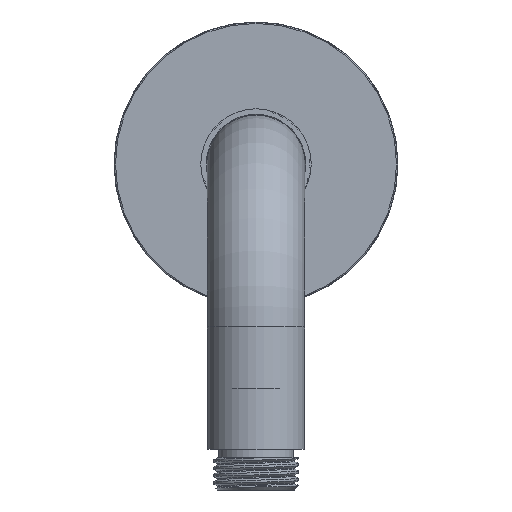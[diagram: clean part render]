
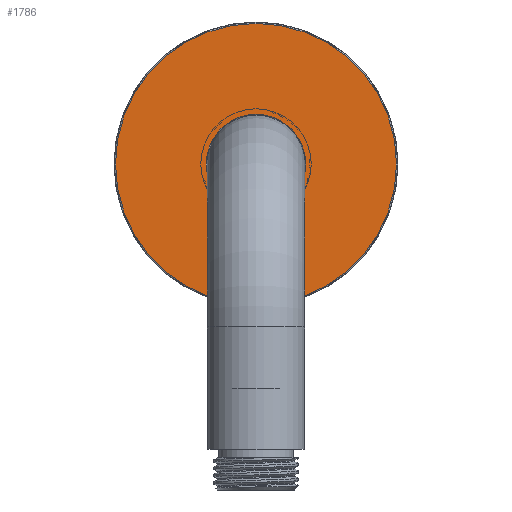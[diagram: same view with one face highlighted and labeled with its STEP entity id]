
A CAD part, left-side view. The second image highlights one B-rep face of the part: STEP entity #1786.
In plain terms, the highlighted face is planar.
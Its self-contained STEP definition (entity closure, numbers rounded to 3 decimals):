
#618=ORIENTED_EDGE('',*,*,#811,.F.);
#619=ORIENTED_EDGE('',*,*,#963,.T.);
#811=EDGE_CURVE('',#1061,#1061,#1221,.T.);
#963=EDGE_CURVE('',#1149,#1149,#1301,.T.);
#1061=VERTEX_POINT('',#2574);
#1149=VERTEX_POINT('',#3209);
#1221=CIRCLE('',#1904,12.2);
#1301=CIRCLE('',#2043,34.485);
#1425=EDGE_LOOP('',(#618));
#1426=EDGE_LOOP('',(#619));
#1598=FACE_BOUND('',#1425,.T.);
#1599=FACE_BOUND('',#1426,.T.);
#1693=PLANE('',#2044);
#1786=ADVANCED_FACE('',(#1598,#1599),#1693,.F.);
#1904=AXIS2_PLACEMENT_3D('',#2573,#2127,#2128);
#2043=AXIS2_PLACEMENT_3D('',#3208,#2429,#2430);
#2044=AXIS2_PLACEMENT_3D('',#3210,#2431,#2432);
#2127=DIRECTION('',(0.,-1.,0.));
#2128=DIRECTION('',(-1.,0.,0.));
#2429=DIRECTION('',(0.,-1.,0.));
#2430=DIRECTION('',(-1.,0.,0.));
#2431=DIRECTION('',(0.,1.,0.));
#2432=DIRECTION('',(1.,0.,0.));
#2573=CARTESIAN_POINT('',(0.,-2.,0.));
#2574=CARTESIAN_POINT('',(-12.2,-2.,0.));
#3208=CARTESIAN_POINT('',(0.,-2.,0.));
#3209=CARTESIAN_POINT('',(-34.485,-2.,0.));
#3210=CARTESIAN_POINT('',(0.,-2.,0.));
